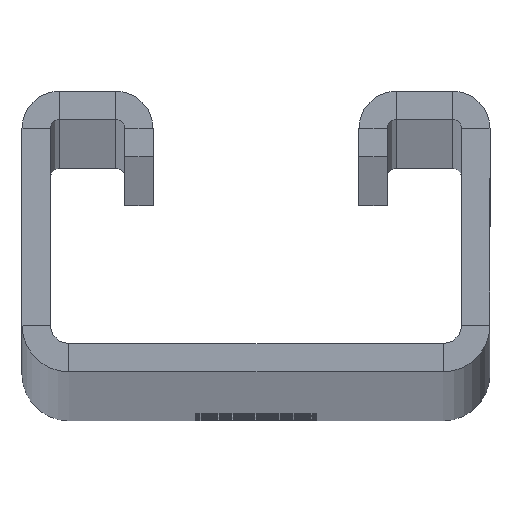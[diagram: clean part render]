
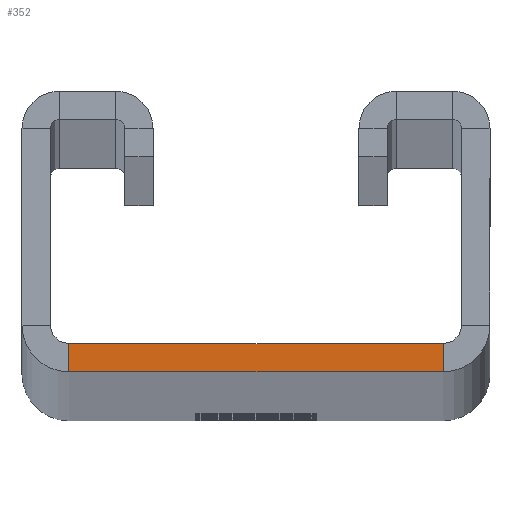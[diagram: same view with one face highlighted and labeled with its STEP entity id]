
A CAD part, top view. The second image highlights one B-rep face of the part: STEP entity #352.
In plain terms, the highlighted planar face has unit normal (0, 0, 1).
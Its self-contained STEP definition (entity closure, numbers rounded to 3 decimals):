
#87 = CARTESIAN_POINT ( 'NONE',  ( -20., -27., 3000. ) ) ;
#112 = DIRECTION ( 'NONE',  ( 0., -1., 0. ) ) ;
#114 = DIRECTION ( 'NONE',  ( -1., 0., 0. ) ) ;
#206 = VECTOR ( 'NONE', #112, 1000. ) ;
#221 = CARTESIAN_POINT ( 'NONE',  ( 22., -25., 3000. ) ) ;
#285 = LINE ( 'NONE', #2595, #2522 ) ;
#319 = ORIENTED_EDGE ( 'NONE', *, *, #977, .F. ) ;
#352 = ADVANCED_FACE ( 'NONE', ( #2127 ), #1112, .T. ) ;
#529 = EDGE_CURVE ( 'NONE', #1083, #1392, #285, .T. ) ;
#580 = ORIENTED_EDGE ( 'NONE', *, *, #529, .T. ) ;
#582 = CARTESIAN_POINT ( 'NONE',  ( -25., -30., 3000. ) ) ;
#791 = EDGE_LOOP ( 'NONE', ( #319, #580, #1370, #958 ) ) ;
#958 = ORIENTED_EDGE ( 'NONE', *, *, #1453, .T. ) ;
#977 = EDGE_CURVE ( 'NONE', #1083, #2532, #2462, .T. ) ;
#1083 = VERTEX_POINT ( 'NONE', #2745 ) ;
#1112 = PLANE ( 'NONE',  #2693 ) ;
#1134 = VECTOR ( 'NONE', #1259, 1000. ) ;
#1167 = CARTESIAN_POINT ( 'NONE',  ( 20., -27., 3000. ) ) ;
#1259 = DIRECTION ( 'NONE',  ( -1., 0., 0. ) ) ;
#1309 = DIRECTION ( 'NONE',  ( 1., 0., 0. ) ) ;
#1370 = ORIENTED_EDGE ( 'NONE', *, *, #2733, .T. ) ;
#1391 = CARTESIAN_POINT ( 'NONE',  ( -25., -27., 3000. ) ) ;
#1392 = VERTEX_POINT ( 'NONE', #1167 ) ;
#1453 = EDGE_CURVE ( 'NONE', #1896, #2532, #2007, .T. ) ;
#1605 = CARTESIAN_POINT ( 'NONE',  ( -20., -27., 3000. ) ) ;
#1896 = VERTEX_POINT ( 'NONE', #1605 ) ;
#1902 = DIRECTION ( 'NONE',  ( 0., 0., 1. ) ) ;
#1946 = CARTESIAN_POINT ( 'NONE',  ( -20., -30., 3000. ) ) ;
#1978 = DIRECTION ( 'NONE',  ( 0., 1., 0. ) ) ;
#2007 = LINE ( 'NONE', #87, #206 ) ;
#2127 = FACE_OUTER_BOUND ( 'NONE', #791, .T. ) ;
#2301 = LINE ( 'NONE', #1391, #2639 ) ;
#2462 = LINE ( 'NONE', #582, #1134 ) ;
#2522 = VECTOR ( 'NONE', #1978, 1000. ) ;
#2532 = VERTEX_POINT ( 'NONE', #1946 ) ;
#2595 = CARTESIAN_POINT ( 'NONE',  ( 20., -30., 3000. ) ) ;
#2639 = VECTOR ( 'NONE', #114, 1000. ) ;
#2693 = AXIS2_PLACEMENT_3D ( 'NONE', #221, #1902, #1309 ) ;
#2733 = EDGE_CURVE ( 'NONE', #1392, #1896, #2301, .T. ) ;
#2745 = CARTESIAN_POINT ( 'NONE',  ( 20., -30., 3000. ) ) ;
